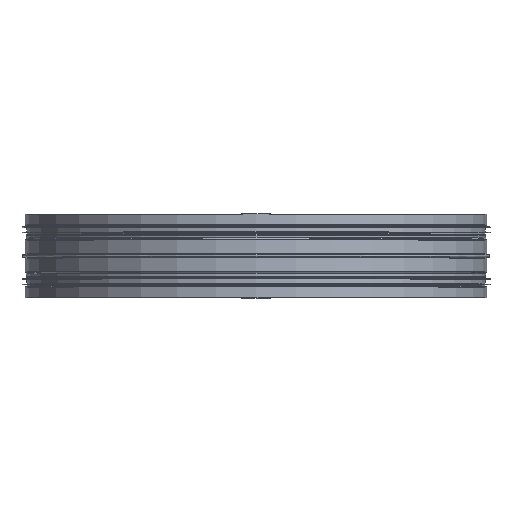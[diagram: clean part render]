
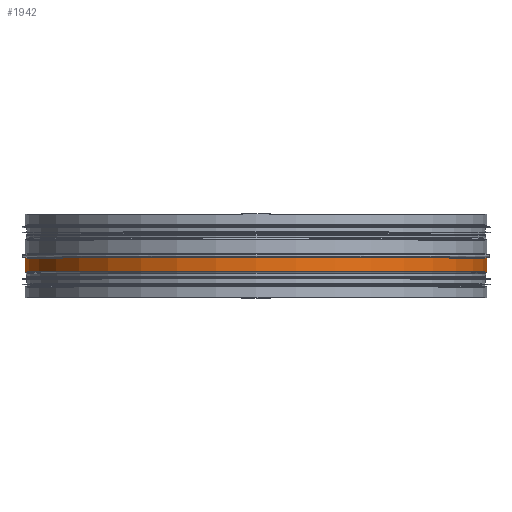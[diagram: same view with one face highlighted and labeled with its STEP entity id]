
A CAD part, top view. The second image highlights one B-rep face of the part: STEP entity #1942.
In plain terms, the highlighted cylindrical face has radius 624.525 mm (diameter 1249.05 mm), a full revolution.
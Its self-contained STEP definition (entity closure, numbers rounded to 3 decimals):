
#69=CYLINDRICAL_SURFACE('',#2161,624.525);
#212=FACE_OUTER_BOUND('',#356,.T.);
#356=EDGE_LOOP('',(#1545,#1546,#1547,#1548));
#518=CIRCLE('',#2160,624.525);
#519=CIRCLE('',#2162,624.525);
#613=LINE('',#3096,#741);
#686=LINE('',#3315,#814);
#741=VECTOR('',#2383,36.5);
#814=VECTOR('',#2600,36.5);
#868=VERTEX_POINT('',#3088);
#870=VERTEX_POINT('',#3094);
#942=VERTEX_POINT('',#3307);
#944=VERTEX_POINT('',#3313);
#1027=EDGE_CURVE('',#868,#870,#613,.T.);
#1136=EDGE_CURVE('',#944,#942,#686,.T.);
#1184=EDGE_CURVE('',#944,#868,#518,.T.);
#1185=EDGE_CURVE('',#942,#870,#519,.T.);
#1545=ORIENTED_EDGE('',*,*,#1027,.T.);
#1546=ORIENTED_EDGE('',*,*,#1185,.F.);
#1547=ORIENTED_EDGE('',*,*,#1136,.F.);
#1548=ORIENTED_EDGE('',*,*,#1184,.T.);
#1942=ADVANCED_FACE('',(#212),#69,.T.);
#2160=AXIS2_PLACEMENT_3D('',#3410,#2717,#2718);
#2161=AXIS2_PLACEMENT_3D('',#3411,#2719,#2720);
#2162=AXIS2_PLACEMENT_3D('',#3412,#2721,#2722);
#2383=DIRECTION('',(0.,1.,0.));
#2600=DIRECTION('',(0.,1.,0.));
#2717=DIRECTION('center_axis',(0.,1.,0.));
#2718=DIRECTION('ref_axis',(1.,0.,0.));
#2719=DIRECTION('center_axis',(0.,1.,0.));
#2720=DIRECTION('ref_axis',(1.,0.,0.));
#2721=DIRECTION('center_axis',(0.,1.,0.));
#2722=DIRECTION('ref_axis',(1.,0.,0.));
#3088=CARTESIAN_POINT('',(624.525,70.,0.011));
#3094=CARTESIAN_POINT('',(624.525,106.5,0.011));
#3096=CARTESIAN_POINT('',(624.525,70.,0.011));
#3307=CARTESIAN_POINT('',(624.525,106.5,0.));
#3313=CARTESIAN_POINT('',(624.525,70.,0.));
#3315=CARTESIAN_POINT('',(624.525,70.,0.));
#3410=CARTESIAN_POINT('Origin',(0.,70.,0.));
#3411=CARTESIAN_POINT('Origin',(0.,112.5,0.));
#3412=CARTESIAN_POINT('Origin',(0.,106.5,0.));
